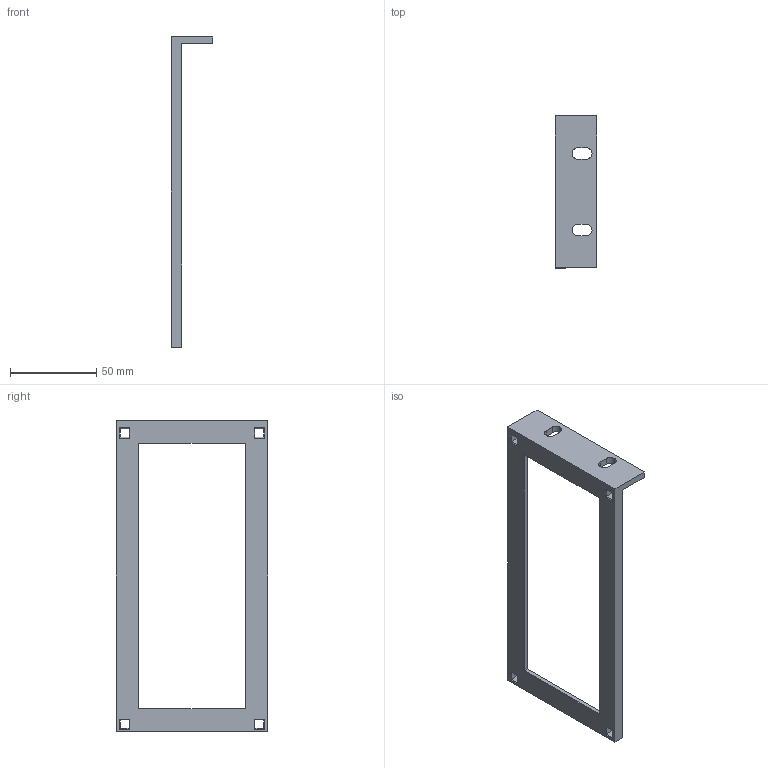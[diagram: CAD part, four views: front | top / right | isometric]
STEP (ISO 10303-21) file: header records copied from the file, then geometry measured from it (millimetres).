
FILE_DESCRIPTION (( 'STEP AP214' ), '1' );
FILE_NAME ('Rack_Ear_Enclosed.STEP', '2019-12-14T02:28:21', ( '' ), ( '' ), 'SwSTEP 2.0', 'SolidWorks 2019', '' );
FILE_SCHEMA (( 'AUTOMOTIVE_DESIGN' ));
Length unit declared in the file: millimetre
Products named in the file (1): Rack_Ear_Enclosed
Bounding box: 24 x 88 x 180 mm (x, y, z)
Volume: 35746.8 mm3; surface area: 22068.9 mm2
Topology: 1 solids, 1 shells, 59 faces, 152 edges, 96 vertices
Faces by surface type: plane 53, cylinder 6
Entity records: 1812 total; most frequent: CARTESIAN_POINT 308, ORIENTED_EDGE 304, DIRECTION 284, EDGE_CURVE 152, VECTOR 140, LINE 140, VERTEX_POINT 96, EDGE_LOOP 74
